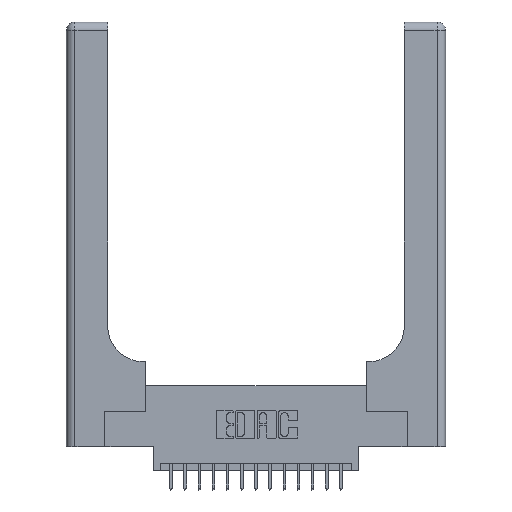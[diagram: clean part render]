
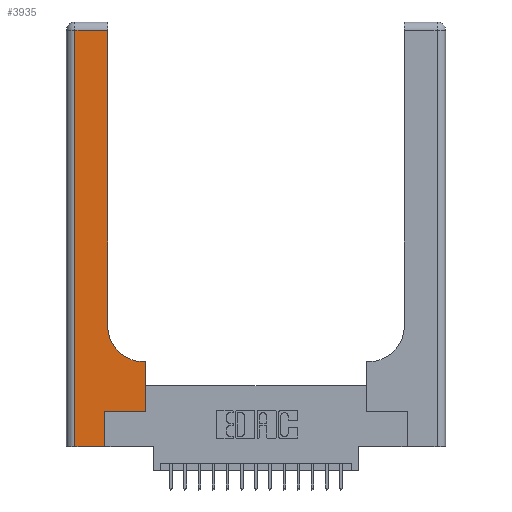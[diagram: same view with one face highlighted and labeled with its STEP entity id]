
A CAD part, top view. The second image highlights one B-rep face of the part: STEP entity #3935.
In plain terms, the highlighted planar face has unit normal (0, 0, 1).
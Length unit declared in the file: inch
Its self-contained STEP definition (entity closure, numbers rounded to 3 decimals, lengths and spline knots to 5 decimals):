
#594 = ORIENTED_EDGE ( 'NONE', *, *, #19304, .T. ) ;
#716 = LINE ( 'NONE', #11045, #14320 ) ;
#770 = CARTESIAN_POINT ( 'NONE',  ( 0.5585, 0.25, 0.37 ) ) ;
#864 = LINE ( 'NONE', #770, #12665 ) ;
#994 = CARTESIAN_POINT ( 'NONE',  ( 0.5415, 0.6, 0.37 ) ) ;
#999 = VERTEX_POINT ( 'NONE', #5957 ) ;
#1241 = AXIS2_PLACEMENT_3D ( 'NONE', #12745, #11433, #15986 ) ;
#1482 = VERTEX_POINT ( 'NONE', #1782 ) ;
#1538 = LINE ( 'NONE', #16448, #14857 ) ;
#1683 = EDGE_CURVE ( 'NONE', #7094, #999, #16369, .T. ) ;
#1782 = CARTESIAN_POINT ( 'NONE',  ( 0.2915, 2.94, 0.37 ) ) ;
#1864 = DIRECTION ( 'NONE',  ( -1., 0., 0. ) ) ;
#2750 = ORIENTED_EDGE ( 'NONE', *, *, #19496, .T. ) ;
#2789 = CARTESIAN_POINT ( 'NONE',  ( 0.06, 0., 0.37 ) ) ;
#2832 = CARTESIAN_POINT ( 'NONE',  ( 0.06, 3., 0.37 ) ) ;
#2863 = ORIENTED_EDGE ( 'NONE', *, *, #11228, .T. ) ;
#3251 = LINE ( 'NONE', #11906, #8186 ) ;
#3935 = ADVANCED_FACE ( 'NONE', ( #5104 ), #9621, .F. ) ;
#4103 = VERTEX_POINT ( 'NONE', #16217 ) ;
#4306 = DIRECTION ( 'NONE',  ( 0., 1., 0. ) ) ;
#4529 = DIRECTION ( 'NONE',  ( -1., 0., 0. ) ) ;
#4799 = CARTESIAN_POINT ( 'NONE',  ( 0.2915, 0.6, 0.37 ) ) ;
#5104 = FACE_OUTER_BOUND ( 'NONE', #15009, .T. ) ;
#5251 = VERTEX_POINT ( 'NONE', #17861 ) ;
#5680 = EDGE_CURVE ( 'NONE', #14779, #7094, #12251, .T. ) ;
#5708 = DIRECTION ( 'NONE',  ( 0., -1., 0. ) ) ;
#5850 = ORIENTED_EDGE ( 'NONE', *, *, #7260, .T. ) ;
#5957 = CARTESIAN_POINT ( 'NONE',  ( 0.2915, 0.85, 0.37 ) ) ;
#5972 = VERTEX_POINT ( 'NONE', #9184 ) ;
#6866 = EDGE_CURVE ( 'NONE', #4103, #18106, #19236, .T. ) ;
#7094 = VERTEX_POINT ( 'NONE', #994 ) ;
#7260 = EDGE_CURVE ( 'NONE', #5251, #5972, #3251, .T. ) ;
#7632 = ORIENTED_EDGE ( 'NONE', *, *, #5680, .T. ) ;
#8186 = VECTOR ( 'NONE', #9266, 39.37008 ) ;
#9184 = CARTESIAN_POINT ( 'NONE',  ( 0.269, 0.25, 0.37 ) ) ;
#9266 = DIRECTION ( 'NONE',  ( 0., 1., 0. ) ) ;
#9520 = VECTOR ( 'NONE', #4306, 39.37008 ) ;
#9621 = PLANE ( 'NONE',  #18892 ) ;
#10025 = CARTESIAN_POINT ( 'NONE',  ( 0.5585, 0.25, 0.37 ) ) ;
#10058 = ORIENTED_EDGE ( 'NONE', *, *, #6866, .T. ) ;
#10486 = CARTESIAN_POINT ( 'NONE',  ( 0.2915, 3., 0.37 ) ) ;
#10642 = VECTOR ( 'NONE', #10773, 39.37008 ) ;
#10773 = DIRECTION ( 'NONE',  ( -1., 0., 0. ) ) ;
#11045 = CARTESIAN_POINT ( 'NONE',  ( 0., 0., 0.37 ) ) ;
#11228 = EDGE_CURVE ( 'NONE', #1482, #4103, #1538, .T. ) ;
#11433 = DIRECTION ( 'NONE',  ( 0., 0., -1. ) ) ;
#11889 = DIRECTION ( 'NONE',  ( 1., 0., 0. ) ) ;
#11906 = CARTESIAN_POINT ( 'NONE',  ( 0.269, 0., 0.37 ) ) ;
#11980 = CARTESIAN_POINT ( 'NONE',  ( 0.5585, 0.6, 0.37 ) ) ;
#12190 = CARTESIAN_POINT ( 'NONE',  ( 0.269, 0.25, 0.37 ) ) ;
#12251 = LINE ( 'NONE', #4799, #10642 ) ;
#12665 = VECTOR ( 'NONE', #18743, 39.37008 ) ;
#12745 = CARTESIAN_POINT ( 'NONE',  ( 0.5415, 0.85, 0.37 ) ) ;
#12816 = VECTOR ( 'NONE', #11889, 39.37008 ) ;
#13264 = LINE ( 'NONE', #10486, #9520 ) ;
#13314 = VERTEX_POINT ( 'NONE', #10025 ) ;
#14166 = EDGE_CURVE ( 'NONE', #18106, #5251, #716, .T. ) ;
#14320 = VECTOR ( 'NONE', #18979, 39.37008 ) ;
#14779 = VERTEX_POINT ( 'NONE', #11980 ) ;
#14857 = VECTOR ( 'NONE', #4529, 39.37008 ) ;
#15009 = EDGE_LOOP ( 'NONE', ( #2750, #2863, #10058, #19216, #5850, #15990, #594, #7632, #19193 ) ) ;
#15986 = DIRECTION ( 'NONE',  ( 1., 0., 0. ) ) ;
#15990 = ORIENTED_EDGE ( 'NONE', *, *, #17192, .T. ) ;
#16217 = CARTESIAN_POINT ( 'NONE',  ( 0.06, 2.94, 0.37 ) ) ;
#16369 = CIRCLE ( 'NONE', #1241, 0.25 ) ;
#16448 = CARTESIAN_POINT ( 'NONE',  ( 0., 2.94, 0.37 ) ) ;
#16671 = DIRECTION ( 'NONE',  ( 0., 0., -1. ) ) ;
#17192 = EDGE_CURVE ( 'NONE', #5972, #13314, #18233, .T. ) ;
#17861 = CARTESIAN_POINT ( 'NONE',  ( 0.269, 0., 0.37 ) ) ;
#17962 = CARTESIAN_POINT ( 'NONE',  ( 0., 3., 0.37 ) ) ;
#18106 = VERTEX_POINT ( 'NONE', #2789 ) ;
#18233 = LINE ( 'NONE', #12190, #12816 ) ;
#18743 = DIRECTION ( 'NONE',  ( 0., 1., 0. ) ) ;
#18892 = AXIS2_PLACEMENT_3D ( 'NONE', #17962, #16671, #1864 ) ;
#18979 = DIRECTION ( 'NONE',  ( 1., 0., 0. ) ) ;
#19193 = ORIENTED_EDGE ( 'NONE', *, *, #1683, .T. ) ;
#19216 = ORIENTED_EDGE ( 'NONE', *, *, #14166, .T. ) ;
#19217 = VECTOR ( 'NONE', #5708, 39.37008 ) ;
#19236 = LINE ( 'NONE', #2832, #19217 ) ;
#19304 = EDGE_CURVE ( 'NONE', #13314, #14779, #864, .T. ) ;
#19496 = EDGE_CURVE ( 'NONE', #999, #1482, #13264, .T. ) ;
